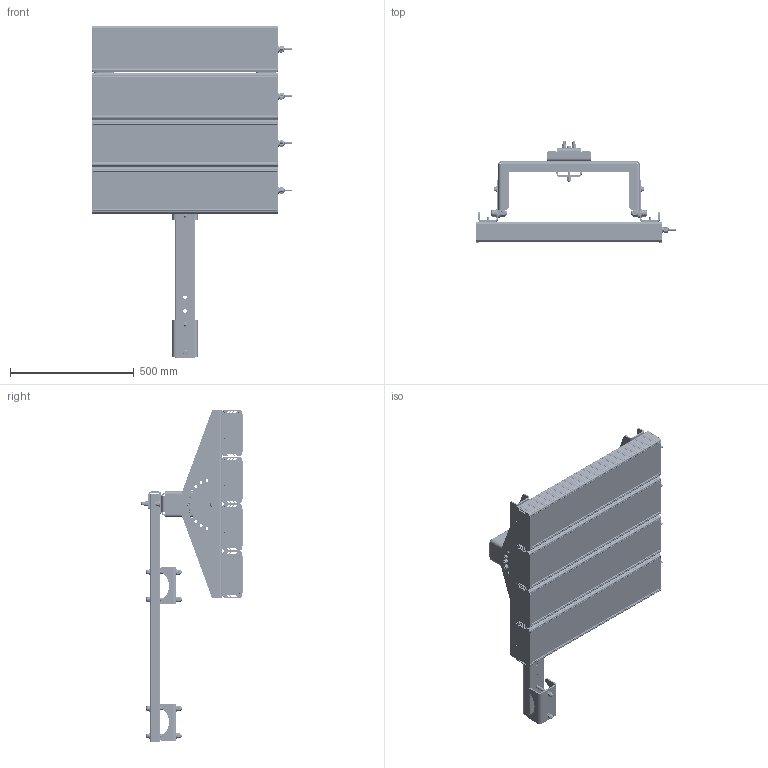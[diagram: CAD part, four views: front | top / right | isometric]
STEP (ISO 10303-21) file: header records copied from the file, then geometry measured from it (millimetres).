
FILE_DESCRIPTION(('STEP AP214'), '1');
FILE_NAME('001.0084.28.000 - ÃÑÓ Ýêñòðà Îïòèê Ì 600 (4õ150)', '2023-12-14T10:16:26', ('Åâãåíèé'), ('ÎÊÁ Ñâîé Ñòèëü'), 'C3D Converter', 'C3D Toolkit', '');
FILE_SCHEMA(('AUTOMOTIVE_DESIGN { 1 0 10303 214 3 1 1}'));
Length unit declared in the file: millimetre
Products named in the file (50): 001.0084.28.000; 001.0056.01.000; 001.0054.03.001х4; 001.0054.03.001х4-01; 001.0056.00.001; 001.0056.01.001; ТрП 80х40х3.1000.01; 001.0056.00.002
Assembly tree (166 placements, depth 4):
  001.0084.28.000
    (unnamed)  x4
      (unnamed)
      (unnamed)
      (unnamed)
      (unnamed)
      (unnamed)
      (unnamed)
      (unnamed)
      (unnamed)
      (unnamed)
        (unnamed)
      (unnamed)
        (unnamed)
        (unnamed)
        (unnamed)  x13
        (unnamed)
        (unnamed)
        (unnamed)
        (unnamed)
        (unnamed)
        (unnamed)
        (unnamed)
    001.0056.01.000
      001.0054.03.001х4
      001.0054.03.001х4-01
      (unnamed)  x4
      (unnamed)  x4
      (unnamed)  x4
      (unnamed)  x4
      (unnamed)  x4
      (unnamed)  x4
      001.0056.00.001
      001.0056.01.000
        001.0056.01.001
        ТрП 80х40х3.1000.01
      001.0056.00.002  x2
      (unnamed)  x16
      (unnamed)  x4
      (unnamed)  x2
      (unnamed)  x2
      (unnamed)  x11
      (unnamed)  x4
      (unnamed)  x2
      (unnamed)  x2
      (unnamed)  x2
      (unnamed)  x6
      (unnamed)  x6
      (unnamed)  x6
      (unnamed)  x8
Bounding box: 806.43 x 410.16 x 1339.5 mm (x, y, z)
Volume: 14136766.6 mm3; surface area: 9099106.9 mm2
Topology: 2294 solids, 2294 shells, 31734 faces, 72538 edges, 48440 vertices
Faces by surface type: plane 22434, cylinder 7468, bspline 1044, cone 648, torus 76, sphere 64
Full cylindrical faces by diameter (mm): 1 x64, 2 x128, 2.5 x256, 2.8 x1600, 3.2 x64, 3.5 x384, 4 x48, 4.917 x8, 6 x8, 6.4 x8, 6.75 x8, 8 x54, 8.376 x6, 9 x832, 10 x22, 10.106 x8, 11 x19, 12 x40, 12.5 x4, 13 x8, 13.5 x16, 14 x40, 15.294 x2, 16 x10, 18 x18, 18.5 x12, 20 x19, 22 x4, 23.5 x4, 24 x16
Entity records: 133971 total; most frequent: CARTESIAN_POINT 56842, DIRECTION 12326, ORIENTED_EDGE 11320, EDGE_CURVE 5660, AXIS2_PLACEMENT_3D 4511, VERTEX_POINT 3900, LINE 3304, VECTOR 3304
